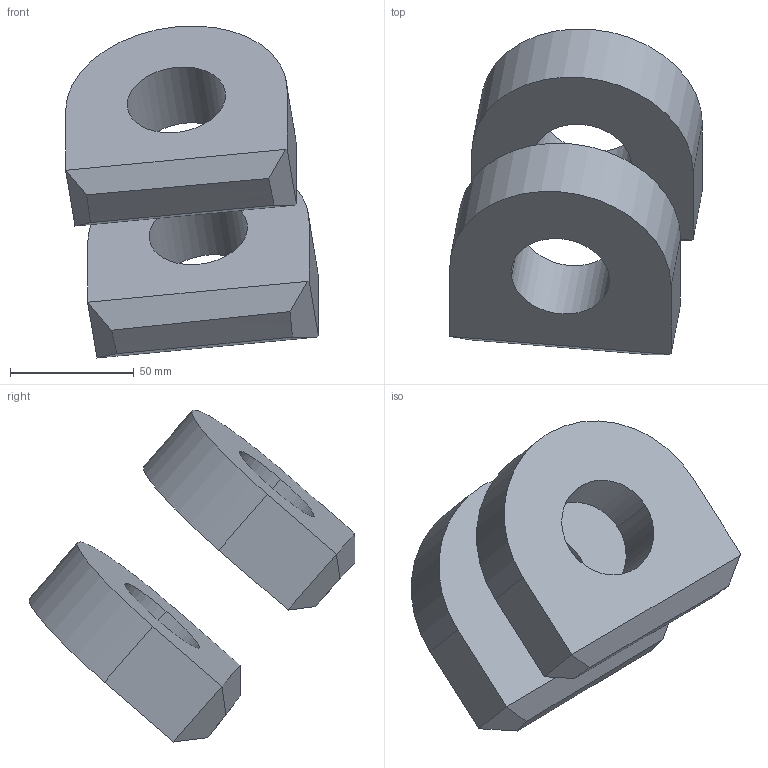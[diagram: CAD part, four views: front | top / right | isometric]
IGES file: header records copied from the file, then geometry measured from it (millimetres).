
Start section:  PTC IGES file: p16-1-4-001ry.igs
Global section: file name: p16-1-4-001ry.igs; native system: Pro/ENGINEER by Parametric Technology Corporation; preprocessor: 2004110; author: liuxiaokun; organization: Unknown; date: 080428.080945; units: millimetre
Bounding box: 101.91 x 131.45 x 133.88 mm (x, y, z)
Volume: 343741.7 mm3; surface area: 48186.7 mm2
Topology: 2 solids, 2 shells, 24 faces, 56 edges, 36 vertices
Faces by surface type: bspline 16, revolution 8
